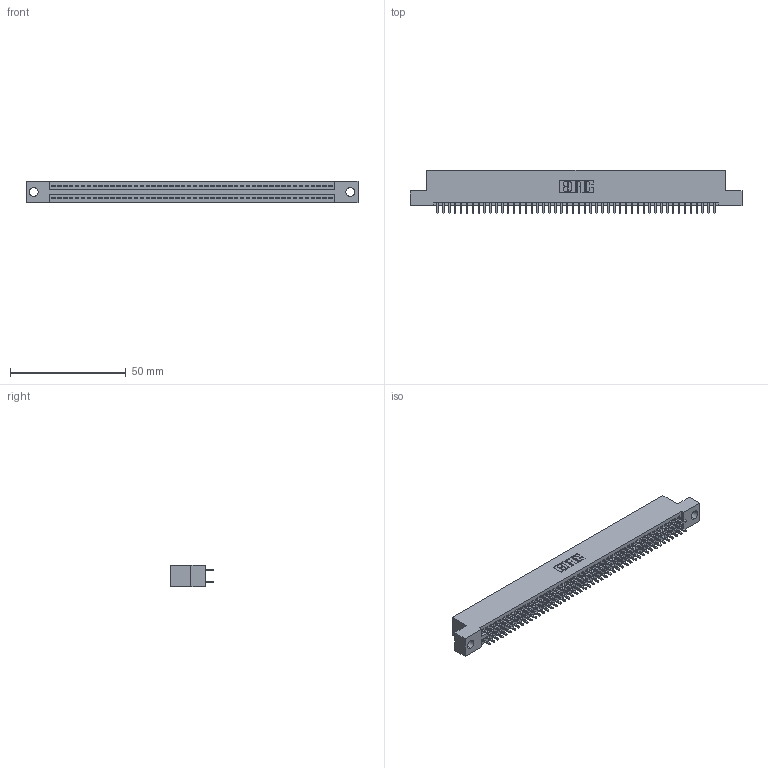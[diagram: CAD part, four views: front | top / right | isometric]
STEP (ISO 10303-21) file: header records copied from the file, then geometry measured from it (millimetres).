
FILE_DESCRIPTION (( 'STEP AP203' ), '1' );
FILE_NAME ('395-096-521-204.STEP', '2021-06-17T11:53:10', ( '' ), ( '' ), 'SwSTEP 2.0', 'SolidWorks 2020', '' );
FILE_SCHEMA (( 'CONFIG_CONTROL_DESIGN' ));
Length unit declared in the file: inch
Products named in the file (3): 345-292-001_345-293-121; 345 Part_Flush Mounting Lugs - 0.156 Dia-TI; 395-096-521-204
Assembly tree (97 placements, depth 2):
  395-096-521-204
    345 Part_Flush Mounting Lugs - 0.156 Dia-TI
    345-292-001_345-293-121  x96
Bounding box: 143.13 x 18.72 x 9.4 mm (x, y, z)
Volume: 13814.3 mm3; surface area: 20132.6 mm2
Topology: 97 solids, 97 shells, 4940 faces, 14681 edges, 9658 vertices
Faces by surface type: plane 3262, cylinder 1678
Entity records: 37291 total; most frequent: CARTESIAN_POINT 6250, ORIENTED_EDGE 6182, DIRECTION 5503, EDGE_CURVE 3091, LINE 2767, VECTOR 2767, VERTEX_POINT 2058, AXIS2_PLACEMENT_3D 1368
